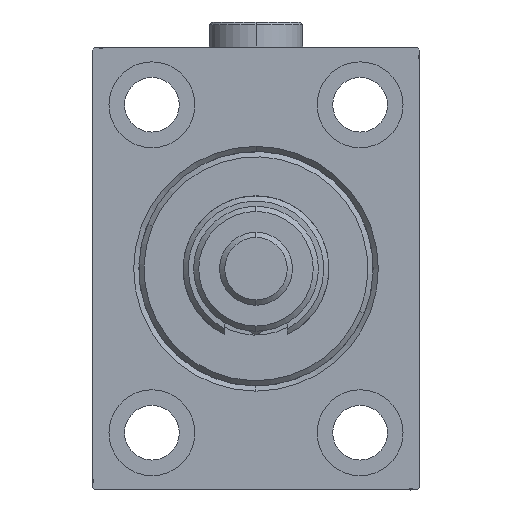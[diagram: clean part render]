
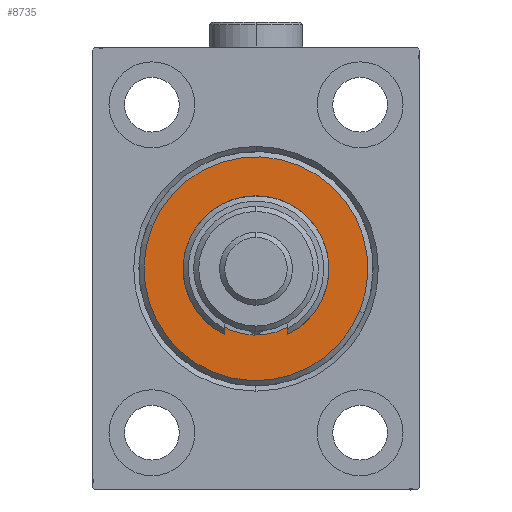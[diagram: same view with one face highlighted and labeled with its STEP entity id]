
A CAD part, left-side view. The second image highlights one B-rep face of the part: STEP entity #8735.
In plain terms, the highlighted face is planar.
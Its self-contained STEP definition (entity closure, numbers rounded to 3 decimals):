
#1218 = VERTEX_POINT ( 'NONE', #24990 ) ;
#1895 = CARTESIAN_POINT ( 'NONE',  ( 3., 0., -21.5 ) ) ;
#2039 = AXIS2_PLACEMENT_3D ( 'NONE', #10214, #20452, #25035 ) ;
#2080 = CIRCLE ( 'NONE', #14489, 21.5 ) ;
#2212 = DIRECTION ( 'NONE',  ( 1., 0., 0. ) ) ;
#2709 = EDGE_LOOP ( 'NONE', ( #20203, #14129 ) ) ;
#3667 = ORIENTED_EDGE ( 'NONE', *, *, #36471, .T. ) ;
#3691 = AXIS2_PLACEMENT_3D ( 'NONE', #20188, #38165, #12416 ) ;
#7608 = VERTEX_POINT ( 'NONE', #1895 ) ;
#8735 = ADVANCED_FACE ( 'NONE', ( #19096, #22507 ), #48007, .T. ) ;
#10214 = CARTESIAN_POINT ( 'NONE',  ( 3., 0., 0. ) ) ;
#12416 = DIRECTION ( 'NONE',  ( 0., 0., -1. ) ) ;
#14129 = ORIENTED_EDGE ( 'NONE', *, *, #29861, .T. ) ;
#14489 = AXIS2_PLACEMENT_3D ( 'NONE', #38135, #16276, #16751 ) ;
#14736 = CARTESIAN_POINT ( 'NONE',  ( 3., 0., 0. ) ) ;
#16276 = DIRECTION ( 'NONE',  ( 1., 0., 0. ) ) ;
#16751 = DIRECTION ( 'NONE',  ( 0., 0., -1. ) ) ;
#17626 = AXIS2_PLACEMENT_3D ( 'NONE', #35488, #2212, #24546 ) ;
#19096 = FACE_OUTER_BOUND ( 'NONE', #2709, .T. ) ;
#20188 = CARTESIAN_POINT ( 'NONE',  ( 3., 0., 0. ) ) ;
#20203 = ORIENTED_EDGE ( 'NONE', *, *, #34881, .T. ) ;
#20452 = DIRECTION ( 'NONE',  ( -1., 0., 0. ) ) ;
#21514 = CIRCLE ( 'NONE', #17626, 21.5 ) ;
#22321 = CIRCLE ( 'NONE', #2039, 12.75 ) ;
#22451 = CARTESIAN_POINT ( 'NONE',  ( 3., 0., 12.75 ) ) ;
#22507 = FACE_BOUND ( 'NONE', #23871, .T. ) ;
#23854 = VERTEX_POINT ( 'NONE', #42713 ) ;
#23871 = EDGE_LOOP ( 'NONE', ( #30842, #3667 ) ) ;
#24546 = DIRECTION ( 'NONE',  ( 0., 0., -1. ) ) ;
#24990 = CARTESIAN_POINT ( 'NONE',  ( 3., 0., -12.75 ) ) ;
#25035 = DIRECTION ( 'NONE',  ( 0., 0., -1. ) ) ;
#29545 = DIRECTION ( 'NONE',  ( 1., 0., 0. ) ) ;
#29861 = EDGE_CURVE ( 'NONE', #7608, #23854, #2080, .T. ) ;
#30842 = ORIENTED_EDGE ( 'NONE', *, *, #39821, .T. ) ;
#33429 = DIRECTION ( 'NONE',  ( 0., 0., -1. ) ) ;
#34881 = EDGE_CURVE ( 'NONE', #23854, #7608, #21514, .T. ) ;
#35488 = CARTESIAN_POINT ( 'NONE',  ( 3., 0., 0. ) ) ;
#36471 = EDGE_CURVE ( 'NONE', #1218, #46312, #22321, .T. ) ;
#37852 = CIRCLE ( 'NONE', #3691, 12.75 ) ;
#38135 = CARTESIAN_POINT ( 'NONE',  ( 3., 0., 0. ) ) ;
#38165 = DIRECTION ( 'NONE',  ( -1., 0., 0. ) ) ;
#39821 = EDGE_CURVE ( 'NONE', #46312, #1218, #37852, .T. ) ;
#42713 = CARTESIAN_POINT ( 'NONE',  ( 3., 0., 21.5 ) ) ;
#45119 = AXIS2_PLACEMENT_3D ( 'NONE', #14736, #29545, #33429 ) ;
#46312 = VERTEX_POINT ( 'NONE', #22451 ) ;
#48007 = PLANE ( 'NONE',  #45119 ) ;
